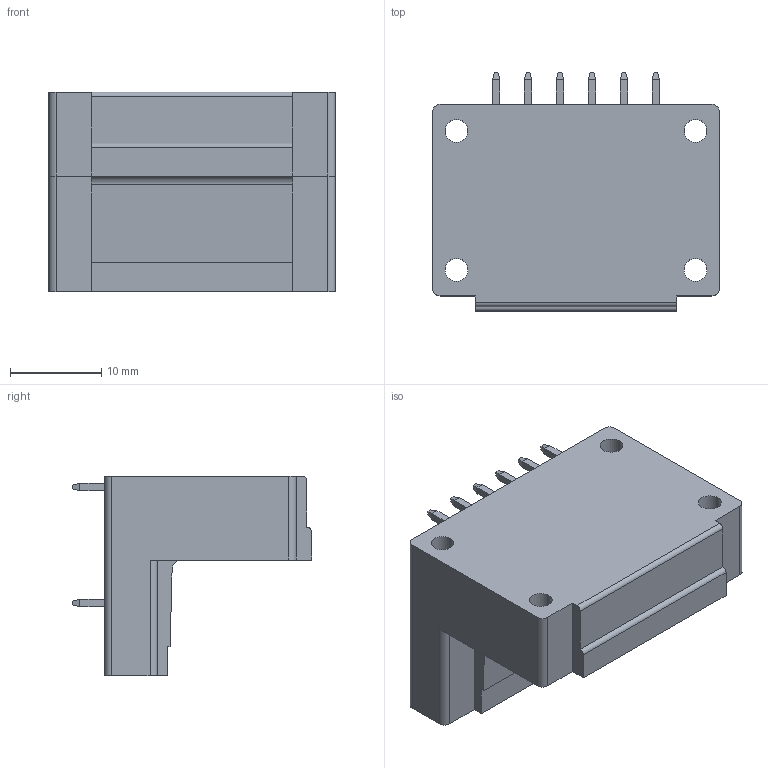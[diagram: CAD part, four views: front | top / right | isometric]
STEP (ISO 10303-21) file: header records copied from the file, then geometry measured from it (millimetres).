
FILE_DESCRIPTION((''),'2;1');
FILE_NAME('TLPHDW-005R-XXP','2024-09-24T09:23:23',('sheji109'),(''),'CREO PARAMETRIC BY PTC INC, 2018100','CREO PARAMETRIC BY PTC INC, 2018100','');
FILE_SCHEMA(('CONFIG_CONTROL_DESIGN'));
Length unit declared in the file: millimetre
Products named in the file (1): TLPHDW-005R-XXP
Bounding box: 31.4 x 26.2 x 21.9 mm (x, y, z)
Volume: 7428.8 mm3; surface area: 6171 mm2
Topology: 1 solids, 1 shells, 936 faces, 2526 edges, 1640 vertices
Faces by surface type: plane 655, cylinder 197, cone 60, torus 24
Entity records: 29314 total; most frequent: CARTESIAN_POINT 5570, ORIENTED_EDGE 5052, DIRECTION 4756, EDGE_CURVE 2526, VECTOR 1928, LINE 1928, VERTEX_POINT 1640, AXIS2_PLACEMENT_3D 1414
